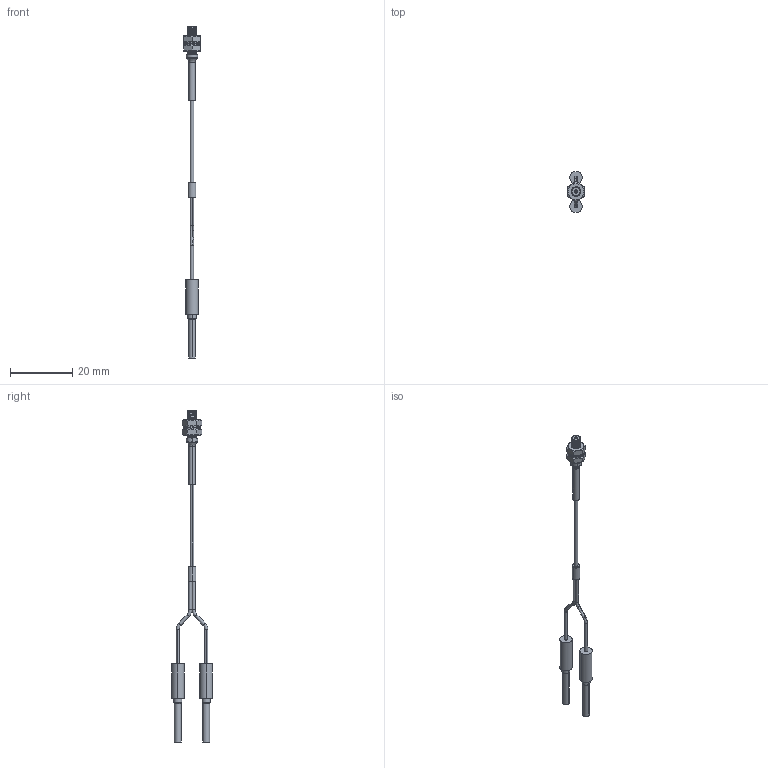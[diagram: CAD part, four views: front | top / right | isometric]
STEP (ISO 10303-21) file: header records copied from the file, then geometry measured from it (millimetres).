
FILE_DESCRIPTION (( 'STEP AP214' ), '1' );
FILE_NAME ('FOACAMPDW69Y_3D.step', '2023-07-24T19:06:04', ( '' ), ( '' ), 'SwSTEP 2.0', 'SolidWorks 2022', '' );
FILE_SCHEMA (( 'AUTOMOTIVE_DESIGN' ));
Length unit declared in the file: millimetre
Products named in the file (3): FOACAMPDW69Y_BODY; FOACAMPDW69Y_3D; FOACAMPDW69Y_Nut
Assembly tree (3 placements, depth 2):
  FOACAMPDW69Y_3D
    FOACAMPDW69Y_BODY
    FOACAMPDW69Y_Nut  x2
Bounding box: 5.4 x 13.1 x 106.29 mm (x, y, z)
Volume: 660.1 mm3; surface area: 1408 mm2
Topology: 4 solids, 4 shells, 178 faces, 411 edges, 256 vertices
Faces by surface type: cylinder 98, plane 38, cone 20, torus 20, bspline 2
Entity records: 7130 total; most frequent: CARTESIAN_POINT 2734, DIRECTION 749, ORIENTED_EDGE 734, EDGE_CURVE 367, AXIS2_PLACEMENT_3D 316, VERTEX_POINT 228, EDGE_LOOP 175, ADVANCED_FACE 158
